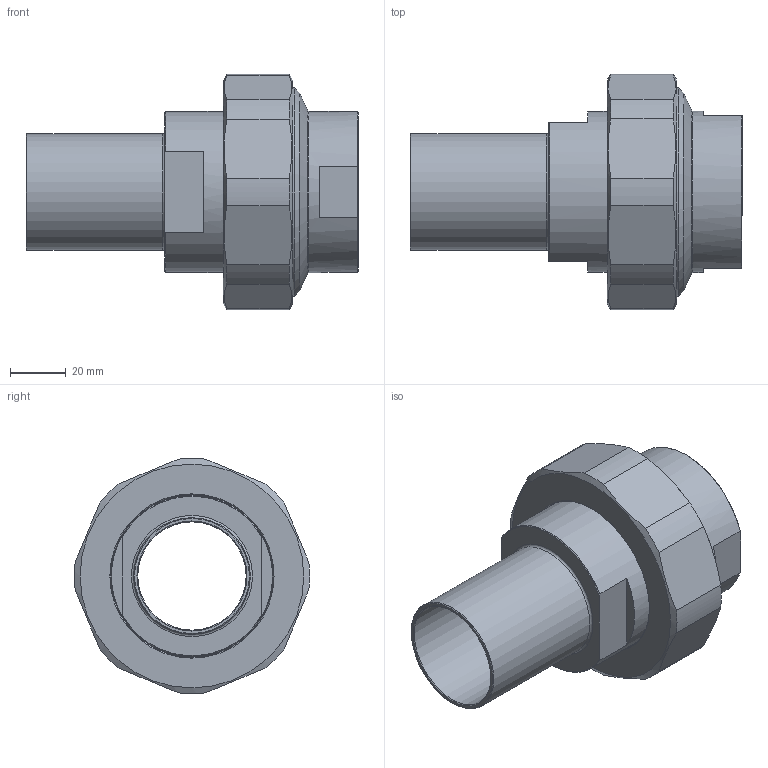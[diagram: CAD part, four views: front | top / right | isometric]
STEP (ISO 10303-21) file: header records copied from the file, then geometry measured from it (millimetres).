
FILE_DESCRIPTION(/* description */ (''),/* implementation_level */ '2;1');
FILE_NAME(/* name */ '3D_R666-PE-G-42-DN65-DN40_171130948.stp',/* time_stamp */ '2021-07-16T09:35:03+02:00',/* author */ ('cad'),/* organization */ (''),/* preprocessor_version */ 'ST-DEVELOPER v18.1',/* originating_system */ 'Autodesk Inventor 2022',/* authorisation */ '');
FILE_SCHEMA (('AUTOMOTIVE_DESIGN { 1 0 10303 214 3 1 1 }'));
Length unit declared in the file: millimetre
Products named in the file (4): 3D_R666-PE-G-42-DN65-DN40_171130948; 3D_R666-M-DN65_17113970; 3D_R666-G-DN40-DN65_17113560; 3D_R666-PE-42-DN65_17113485
Assembly tree (3 placements, depth 2):
  3D_R666-PE-G-42-DN65-DN40_171130948
    3D_R666-M-DN65_17113970
    3D_R666-G-DN40-DN65_17113560
    3D_R666-PE-42-DN65_17113485
Bounding box: 119.5 x 84.67 x 84.64 mm (x, y, z)
Volume: 161437.3 mm3; surface area: 61100.1 mm2
Topology: 3 solids, 3 shells, 65 faces, 164 edges, 108 vertices
Faces by surface type: plane 25, cone 19, cylinder 17, torus 4
Full cylindrical faces by diameter (mm): 39 x1, 42 x1, 44.845 x1, 58 x2, 58.5 x1, 70 x1, 72.226 x1, 75.1 x1
Entity records: 2121 total; most frequent: CARTESIAN_POINT 392, DIRECTION 368, ORIENTED_EDGE 328, EDGE_CURVE 164, AXIS2_PLACEMENT_3D 156, VERTEX_POINT 108, CIRCLE 84, EDGE_LOOP 74
